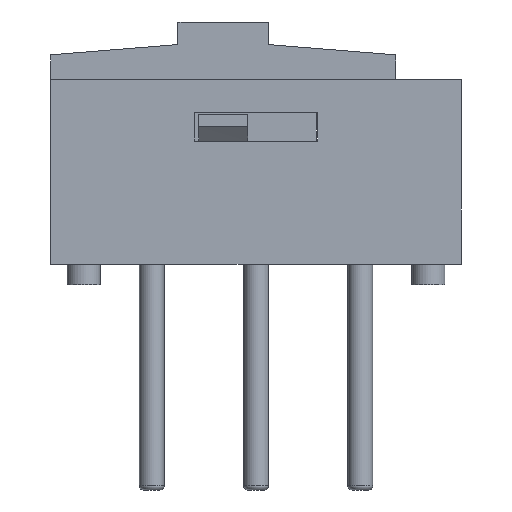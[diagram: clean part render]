
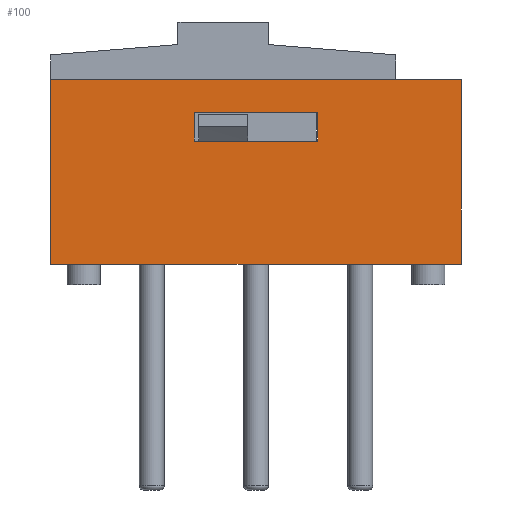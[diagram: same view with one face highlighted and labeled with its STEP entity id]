
A CAD part, front view. The second image highlights one B-rep face of the part: STEP entity #100.
In plain terms, the highlighted planar face has unit normal (0, -1, 0).
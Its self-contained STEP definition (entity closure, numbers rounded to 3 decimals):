
#100=ADVANCED_FACE('',(#209,#210),#211,.T.);
#209=FACE_OUTER_BOUND('',#373,.T.);
#210=FACE_BOUND('',#374,.T.);
#211=PLANE('',#375);
#373=EDGE_LOOP('',(#671,#672,#673,#674));
#374=EDGE_LOOP('',(#675,#676,#677,#678));
#375=AXIS2_PLACEMENT_3D('',#679,#680,#681);
#671=ORIENTED_EDGE('',*,*,#1151,.T.);
#672=ORIENTED_EDGE('',*,*,#1152,.T.);
#673=ORIENTED_EDGE('',*,*,#1149,.F.);
#674=ORIENTED_EDGE('',*,*,#1118,.T.);
#675=ORIENTED_EDGE('',*,*,#1153,.T.);
#676=ORIENTED_EDGE('',*,*,#1154,.T.);
#677=ORIENTED_EDGE('',*,*,#1155,.T.);
#678=ORIENTED_EDGE('',*,*,#1156,.T.);
#679=CARTESIAN_POINT('',(0.0,-1.22,-4.5));
#680=DIRECTION('',(0.0,-1.0,0.0));
#681=DIRECTION('',(0.0,0.0,-1.0));
#1118=EDGE_CURVE('',#1338,#1335,#1339,.T.);
#1149=EDGE_CURVE('',#1338,#1391,#1392,.T.);
#1151=EDGE_CURVE('',#1335,#1394,#1395,.T.);
#1152=EDGE_CURVE('',#1394,#1391,#1396,.T.);
#1153=EDGE_CURVE('',#1397,#1398,#1399,.T.);
#1154=EDGE_CURVE('',#1398,#1400,#1401,.T.);
#1155=EDGE_CURVE('',#1400,#1402,#1403,.T.);
#1156=EDGE_CURVE('',#1402,#1397,#1404,.T.);
#1335=VERTEX_POINT('',#1647);
#1338=VERTEX_POINT('',#1651);
#1339=LINE('',#1652,#1653);
#1391=VERTEX_POINT('',#1726);
#1392=LINE('',#1727,#1728);
#1394=VERTEX_POINT('',#1731);
#1395=LINE('',#1732,#1733);
#1396=LINE('',#1734,#1735);
#1397=VERTEX_POINT('',#1736);
#1398=VERTEX_POINT('',#1737);
#1399=LINE('',#1738,#1739);
#1400=VERTEX_POINT('',#1740);
#1401=LINE('',#1741,#1742);
#1402=VERTEX_POINT('',#1743);
#1403=LINE('',#1744,#1745);
#1404=LINE('',#1746,#1747);
#1647=CARTESIAN_POINT('',(5.0,-1.22,-4.5));
#1651=CARTESIAN_POINT('',(-5.0,-1.22,-4.5));
#1652=CARTESIAN_POINT('',(0.0,-1.22,-4.5));
#1653=VECTOR('',#2084,1000.0);
#1726=CARTESIAN_POINT('',(-5.0,-1.22,0.0));
#1727=CARTESIAN_POINT('',(-5.0,-1.22,-4.5));
#1728=VECTOR('',#2132,1000.0);
#1731=CARTESIAN_POINT('',(5.0,-1.22,0.0));
#1732=CARTESIAN_POINT('',(5.0,-1.22,-4.5));
#1733=VECTOR('',#2134,1000.0);
#1734=CARTESIAN_POINT('',(0.0,-1.22,0.0));
#1735=VECTOR('',#2135,1000.0);
#1736=CARTESIAN_POINT('',(1.5,-1.22,-0.8));
#1737=CARTESIAN_POINT('',(1.5,-1.22,-1.5));
#1738=CARTESIAN_POINT('',(1.5,-1.22,-4.5));
#1739=VECTOR('',#2136,1000.0);
#1740=CARTESIAN_POINT('',(-1.5,-1.22,-1.5));
#1741=CARTESIAN_POINT('',(0.0,-1.22,-1.5));
#1742=VECTOR('',#2137,1000.0);
#1743=CARTESIAN_POINT('',(-1.5,-1.22,-0.8));
#1744=CARTESIAN_POINT('',(-1.5,-1.22,-4.5));
#1745=VECTOR('',#2138,1000.0);
#1746=CARTESIAN_POINT('',(0.0,-1.22,-0.8));
#1747=VECTOR('',#2139,1000.0);
#2084=DIRECTION('',(1.0,0.0,0.0));
#2132=DIRECTION('',(0.0,0.0,1.0));
#2134=DIRECTION('',(0.0,0.0,1.0));
#2135=DIRECTION('',(-1.0,-0.0,-0.0));
#2136=DIRECTION('',(0.0,0.0,-1.0));
#2137=DIRECTION('',(-1.0,0.0,0.0));
#2138=DIRECTION('',(0.0,0.0,1.0));
#2139=DIRECTION('',(1.0,0.0,0.0));
